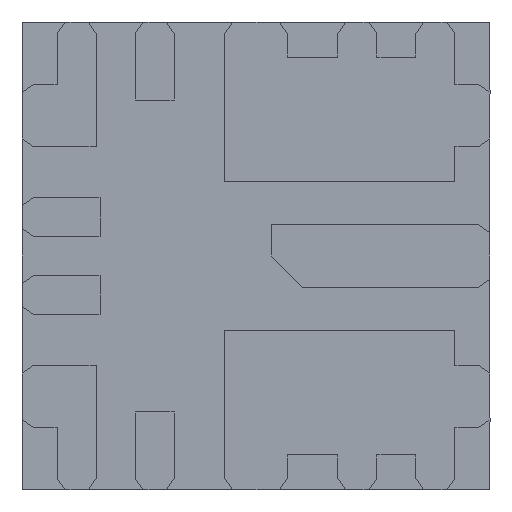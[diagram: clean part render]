
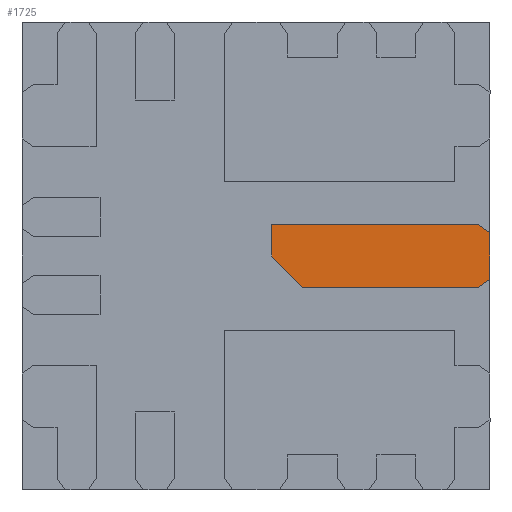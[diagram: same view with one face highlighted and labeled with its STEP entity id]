
A CAD part, front view. The second image highlights one B-rep face of the part: STEP entity #1725.
In plain terms, the highlighted planar face has unit normal (0, -1, 0).
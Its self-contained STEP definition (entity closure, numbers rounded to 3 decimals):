
#91 = VECTOR ( 'NONE', #111, 1000. ) ;
#111 = DIRECTION ( 'NONE',  ( -0.707, 0., 0.707 ) ) ;
#227 = PLANE ( 'NONE',  #6383 ) ;
#252 = CARTESIAN_POINT ( 'NONE',  ( 0.3, 0., -0.2 ) ) ;
#487 = DIRECTION ( 'NONE',  ( 0., 0., 1. ) ) ;
#717 = VECTOR ( 'NONE', #5014, 1000. ) ;
#723 = LINE ( 'NONE', #762, #717 ) ;
#762 = CARTESIAN_POINT ( 'NONE',  ( 1.5, 0., 0.15 ) ) ;
#1149 = VERTEX_POINT ( 'NONE', #2303 ) ;
#1355 = CARTESIAN_POINT ( 'NONE',  ( 0.1, 0., 0. ) ) ;
#1374 = EDGE_CURVE ( 'NONE', #4333, #6661, #2149, .T. ) ;
#1572 = VERTEX_POINT ( 'NONE', #6020 ) ;
#1709 = EDGE_CURVE ( 'NONE', #4393, #1572, #3897, .T. ) ;
#1725 = ADVANCED_FACE ( 'NONE', ( #4639 ), #227, .T. ) ;
#1776 = EDGE_CURVE ( 'NONE', #3863, #4333, #6305, .T. ) ;
#1828 = VECTOR ( 'NONE', #487, 1000. ) ;
#1888 = CARTESIAN_POINT ( 'NONE',  ( 1.429, 0., 0.2 ) ) ;
#2024 = LINE ( 'NONE', #6372, #2958 ) ;
#2149 = LINE ( 'NONE', #4378, #1828 ) ;
#2267 = EDGE_CURVE ( 'NONE', #6661, #4393, #2024, .T. ) ;
#2297 = CARTESIAN_POINT ( 'NONE',  ( 0., 0., 0. ) ) ;
#2303 = CARTESIAN_POINT ( 'NONE',  ( 1.5, 0., -0.15 ) ) ;
#2416 = DIRECTION ( 'NONE',  ( 0.819, 0., -0.574 ) ) ;
#2441 = ORIENTED_EDGE ( 'NONE', *, *, #1709, .F. ) ;
#2453 = DIRECTION ( 'NONE',  ( 0., -1., 0. ) ) ;
#2515 = CARTESIAN_POINT ( 'NONE',  ( 0.1, 0., 0. ) ) ;
#2537 = ORIENTED_EDGE ( 'NONE', *, *, #2267, .F. ) ;
#2547 = ORIENTED_EDGE ( 'NONE', *, *, #5244, .F. ) ;
#2843 = CARTESIAN_POINT ( 'NONE',  ( 1.5, 0., 0.15 ) ) ;
#2958 = VECTOR ( 'NONE', #3566, 1000. ) ;
#3021 = LINE ( 'NONE', #252, #5023 ) ;
#3284 = VECTOR ( 'NONE', #6124, 1000. ) ;
#3566 = DIRECTION ( 'NONE',  ( 1., 0., 0. ) ) ;
#3848 = CARTESIAN_POINT ( 'NONE',  ( 1.429, 0., -0.2 ) ) ;
#3863 = VERTEX_POINT ( 'NONE', #6846 ) ;
#3897 = LINE ( 'NONE', #2843, #5795 ) ;
#3900 = CARTESIAN_POINT ( 'NONE',  ( 1.429, 0., -0.2 ) ) ;
#3927 = ORIENTED_EDGE ( 'NONE', *, *, #1374, .F. ) ;
#4145 = DIRECTION ( 'NONE',  ( -1., 0., 0. ) ) ;
#4333 = VERTEX_POINT ( 'NONE', #2515 ) ;
#4378 = CARTESIAN_POINT ( 'NONE',  ( 0.1, 0., 0.2 ) ) ;
#4393 = VERTEX_POINT ( 'NONE', #1888 ) ;
#4639 = FACE_OUTER_BOUND ( 'NONE', #5375, .T. ) ;
#4878 = ORIENTED_EDGE ( 'NONE', *, *, #6477, .F. ) ;
#5014 = DIRECTION ( 'NONE',  ( 0., 0., -1. ) ) ;
#5023 = VECTOR ( 'NONE', #4145, 1000. ) ;
#5244 = EDGE_CURVE ( 'NONE', #1572, #1149, #723, .T. ) ;
#5336 = ORIENTED_EDGE ( 'NONE', *, *, #1776, .F. ) ;
#5375 = EDGE_LOOP ( 'NONE', ( #2547, #2441, #2537, #3927, #5336, #4878, #5572 ) ) ;
#5561 = VERTEX_POINT ( 'NONE', #3848 ) ;
#5572 = ORIENTED_EDGE ( 'NONE', *, *, #5938, .F. ) ;
#5795 = VECTOR ( 'NONE', #2416, 1000. ) ;
#5938 = EDGE_CURVE ( 'NONE', #1149, #5561, #6772, .T. ) ;
#6020 = CARTESIAN_POINT ( 'NONE',  ( 1.5, 0., 0.15 ) ) ;
#6124 = DIRECTION ( 'NONE',  ( -0.819, 0., -0.574 ) ) ;
#6169 = CARTESIAN_POINT ( 'NONE',  ( 0.1, 0., 0.2 ) ) ;
#6305 = LINE ( 'NONE', #1355, #91 ) ;
#6340 = DIRECTION ( 'NONE',  ( 0., 0., -1. ) ) ;
#6372 = CARTESIAN_POINT ( 'NONE',  ( 1.429, 0., 0.2 ) ) ;
#6383 = AXIS2_PLACEMENT_3D ( 'NONE', #2297, #2453, #6340 ) ;
#6477 = EDGE_CURVE ( 'NONE', #5561, #3863, #3021, .T. ) ;
#6661 = VERTEX_POINT ( 'NONE', #6169 ) ;
#6772 = LINE ( 'NONE', #3900, #3284 ) ;
#6846 = CARTESIAN_POINT ( 'NONE',  ( 0.3, 0., -0.2 ) ) ;
